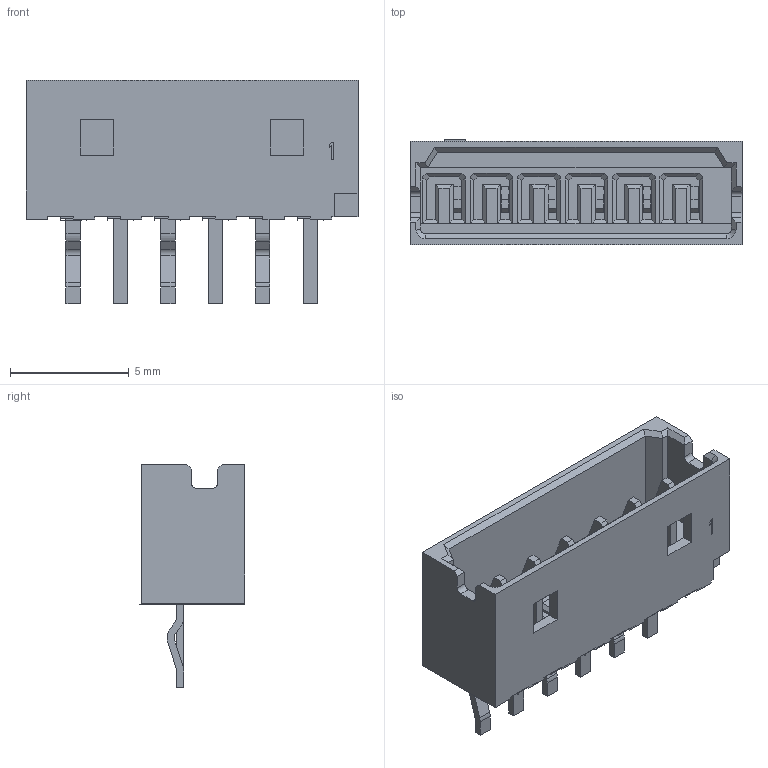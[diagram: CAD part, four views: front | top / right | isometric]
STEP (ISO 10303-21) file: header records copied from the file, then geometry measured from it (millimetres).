
FILE_DESCRIPTION(('FreeCAD Model'),'2;1');
FILE_NAME('Open CASCADE Shape Model','2021-05-18T23:59:18',(''),(''), 'Open CASCADE STEP processor 7.4','FreeCAD','Unknown');
FILE_SCHEMA(('AUTOMOTIVE_DESIGN { 1 0 10303 214 1 1 1 1 }'));
Length unit declared in the file: millimetre
Products named in the file (352): Face; Face001; Face002; Face003; Face004; Face005; Face006; Face007; Face008; Face009; Face010; Face011; Face012; Face013; Face014; Face015; Face016; Face017; Face018; Face019; Face020; Face021; Face022; Face023; Face024; Face025; Face026; Face027; Face028; Face029; Face030; Face031; Face032; Face033; Face034; Face035; Face036; Face037; Face038; Face039 ...
Bounding box: 14 x 4.46 x 9.41 mm (x, y, z)
Surface area: 574 mm2 (no closed solid volume)
Topology: 0 solids, 352 shells, 352 faces, 1826 edges, 1826 vertices
Faces by surface type: plane 326, cylinder 24, cone 2
Entity records: 24606 total; most frequent: CARTESIAN_POINT 4005, DIRECTION 2632, ORIENTED_EDGE 1826, EDGE_CURVE 1826, VERTEX_POINT 1826, LINE 1726, VECTOR 1726, AXIS2_PLACEMENT_3D 453
